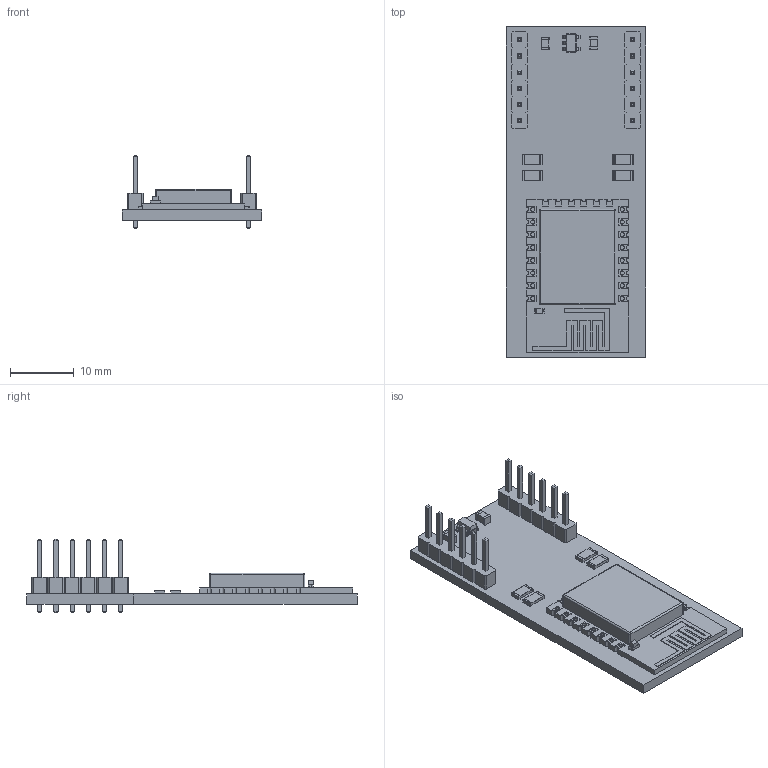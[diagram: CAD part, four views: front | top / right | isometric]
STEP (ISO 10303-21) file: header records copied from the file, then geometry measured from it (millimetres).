
FILE_DESCRIPTION(('KiCad electronic assembly'),'2;1');
FILE_NAME('picoESP12F.step','2022-06-26T01:02:01',('Pcbnew'),('Kicad'), 'Open CASCADE STEP processor 7.6','KiCad to STEP converter','Unknown' );
FILE_SCHEMA(('AUTOMOTIVE_DESIGN { 1 0 10303 214 1 1 1 1 }'));
Length unit declared in the file: millimetre
Products named in the file (12): picoESP12F 1; ESP-12E; COMPOUND; R_1206_3216Metric; SOLID; SOT-23-5; PinHeader_1x06_P2.54mm_Vertical; C_0805_2012Metric; picoESP12F PCB
Assembly tree (16 placements, depth 3):
  picoESP12F 1
    ESP-12E
      COMPOUND
    R_1206_3216Metric  x4
      SOLID
    SOT-23-5
      SOLID
    PinHeader_1x06_P2.54mm_Vertical  x2
      SOLID
    C_0805_2012Metric  x2
      SOLID
    picoESP12F PCB
Bounding box: 21.84 x 51.82 x 11.54 mm (x, y, z)
Volume: 2810.2 mm3; surface area: 4776.6 mm2
Topology: 58 solids, 58 shells, 1073 faces, 2616 edges, 1684 vertices
Faces by surface type: bspline 1053, cylinder 12, plane 8
Full cylindrical faces by diameter (mm): 1 x12
Entity records: 52716 total; most frequent: CARTESIAN_POINT 20695, B_SPLINE_CURVE_WITH_KNOTS 5052, ORIENTED_EDGE 3964, PCURVE 3964, DEFINITIONAL_REPRESENTATION 3964, EDGE_CURVE 1982, SURFACE_CURVE 1938, VERTEX_POINT 1284
